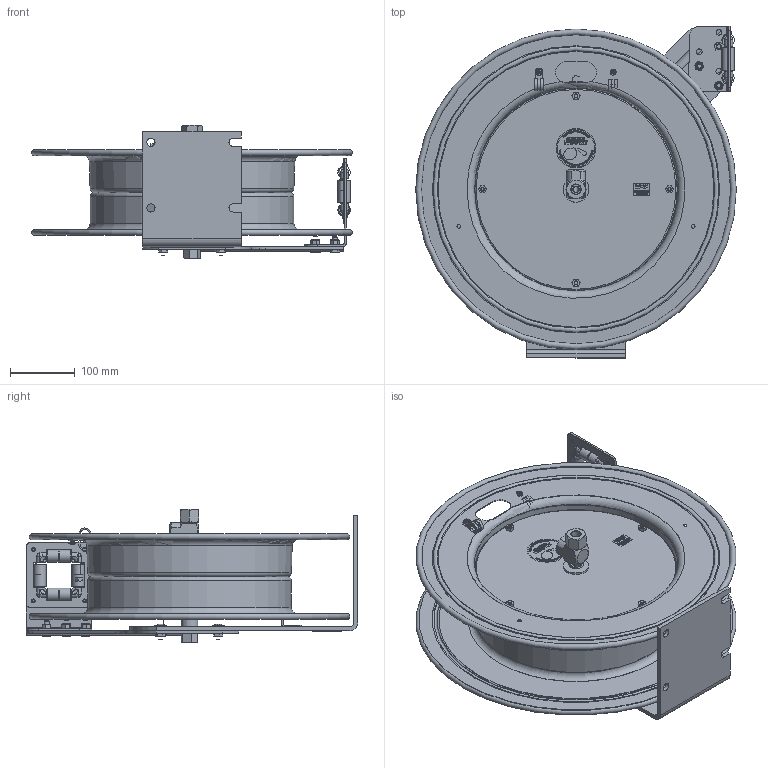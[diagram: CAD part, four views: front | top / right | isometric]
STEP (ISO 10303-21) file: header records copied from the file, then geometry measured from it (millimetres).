
FILE_DESCRIPTION((''),'2;1');
FILE_NAME('EZ-SH-350_SHARED.stp','2013-10-28T14:04:24',('JKusbel'),(''),'Autodesk Inventor 2013','Autodesk Inventor 2013','');
FILE_SCHEMA(('AUTOMOTIVE_DESIGN { 1 0 10303 214 1 1 1 1 }'));
Length unit declared in the file: inch
Products named in the file (1): EZ-SH-350_SHARED
Bounding box: 495.28 x 512.91 x 206.25 mm (x, y, z)
Surface area: 1261954.3 mm2 (no closed solid volume)
Topology: 0 solids, 159 shells, 471 faces, 6930 edges, 6531 vertices
Faces by surface type: plane 291, cylinder 111, torus 36, sphere 18, cone 13, bspline 2
Full cylindrical faces by diameter (mm): 4.826 x1, 4.978 x1, 6.35 x4, 7.938 x1, 8.731 x6, 10.414 x1, 12.7 x2, 14.859 x1, 19.05 x4, 20.625 x1, 25.362 x1, 39.624 x1, 311.912 x1, 314.95 x1
Entity records: 64176 total; most frequent: CARTESIAN_POINT 20795, ORIENTED_EDGE 7389, EDGE_CURVE 6841, VERTEX_POINT 6515, DIRECTION 6370, VECTOR 3702, LINE 3702, QUASI_UNIFORM_CURVE 1926
